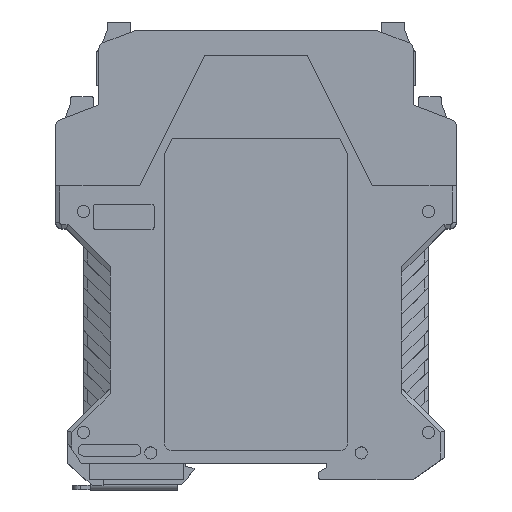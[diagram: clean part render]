
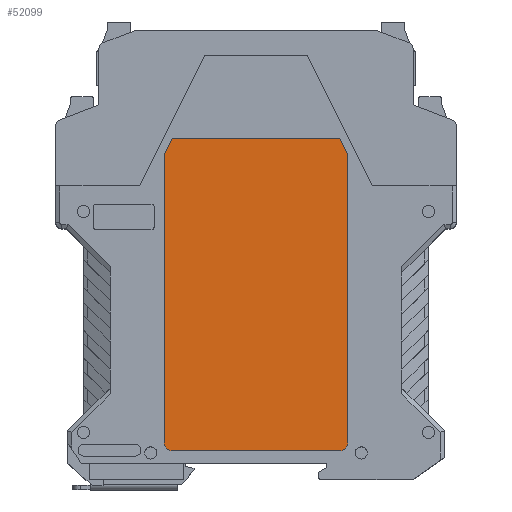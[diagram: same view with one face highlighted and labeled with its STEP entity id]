
A CAD part, top view. The second image highlights one B-rep face of the part: STEP entity #52099.
In plain terms, the highlighted planar face has unit normal (0, 0, 1).
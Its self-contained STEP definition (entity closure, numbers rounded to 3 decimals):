
#58 = EDGE_CURVE ( 'NONE', #56655, #28879, #125431, .T. ) ;
#2349 = FACE_OUTER_BOUND ( 'NONE', #102945, .T. ) ;
#3394 = EDGE_CURVE ( 'NONE', #115663, #48960, #79295, .T. ) ;
#3589 = VECTOR ( 'NONE', #68766, 1000. ) ;
#5271 = CARTESIAN_POINT ( 'NONE',  ( 43.105, 24.633, 138.199 ) ) ;
#6532 = VECTOR ( 'NONE', #38496, 1000. ) ;
#10196 = EDGE_CURVE ( 'NONE', #48071, #61365, #132007, .T. ) ;
#13620 = AXIS2_PLACEMENT_3D ( 'NONE', #28942, #101131, #39325 ) ;
#16909 = CARTESIAN_POINT ( 'NONE',  ( 43.105, 101.933, 138.199 ) ) ;
#17682 = PLANE ( 'NONE',  #114419 ) ;
#18406 = CARTESIAN_POINT ( 'NONE',  ( 84.405, 24.633, 138.199 ) ) ;
#20832 = DIRECTION ( 'NONE',  ( 0., 0., 1. ) ) ;
#21225 = VECTOR ( 'NONE', #30325, 1000. ) ;
#23106 = LINE ( 'NONE', #23193, #47283 ) ;
#23193 = CARTESIAN_POINT ( 'NONE',  ( 84.405, 101.933, 138.199 ) ) ;
#24987 = AXIS2_PLACEMENT_3D ( 'NONE', #82599, #20832, #93039 ) ;
#26705 = CARTESIAN_POINT ( 'NONE',  ( 43.105, 101.933, 138.199 ) ) ;
#28078 = CARTESIAN_POINT ( 'NONE',  ( 70.221, 97.587, 138.199 ) ) ;
#28879 = VERTEX_POINT ( 'NONE', #105246 ) ;
#28942 = CARTESIAN_POINT ( 'NONE',  ( 43.105, 26.633, 138.199 ) ) ;
#29194 = EDGE_CURVE ( 'NONE', #61365, #130790, #82361, .T. ) ;
#30163 = ORIENTED_EDGE ( 'NONE', *, *, #3394, .T. ) ;
#30325 = DIRECTION ( 'NONE',  ( 0., 1., 0. ) ) ;
#31196 = CARTESIAN_POINT ( 'NONE',  ( 43.105, 24.633, 138.199 ) ) ;
#31994 = ORIENTED_EDGE ( 'NONE', *, *, #29194, .T. ) ;
#34348 = LINE ( 'NONE', #16909, #3589 ) ;
#37177 = CARTESIAN_POINT ( 'NONE',  ( 86.405, 26.633, 138.199 ) ) ;
#38470 = DIRECTION ( 'NONE',  ( 1., 0., 0. ) ) ;
#38496 = DIRECTION ( 'NONE',  ( 0., -1., 0. ) ) ;
#39325 = DIRECTION ( 'NONE',  ( 1., 0., 0. ) ) ;
#41603 = DIRECTION ( 'NONE',  ( 1., 0., 0. ) ) ;
#42172 = EDGE_CURVE ( 'NONE', #48960, #91332, #23106, .T. ) ;
#47283 = VECTOR ( 'NONE', #84952, 1000. ) ;
#48071 = VERTEX_POINT ( 'NONE', #106449 ) ;
#48960 = VERTEX_POINT ( 'NONE', #78943 ) ;
#51720 = LINE ( 'NONE', #99869, #6532 ) ;
#52099 = ADVANCED_FACE ( 'NONE', ( #2349 ), #17682, .T. ) ;
#56655 = VERTEX_POINT ( 'NONE', #26705 ) ;
#61365 = VERTEX_POINT ( 'NONE', #5271 ) ;
#62463 = CIRCLE ( 'NONE', #24987, 2. ) ;
#63063 = CARTESIAN_POINT ( 'NONE',  ( 41.105, 97.933, 138.199 ) ) ;
#64368 = EDGE_CURVE ( 'NONE', #130790, #115663, #62463, .T. ) ;
#67393 = ORIENTED_EDGE ( 'NONE', *, *, #124847, .T. ) ;
#68558 = ORIENTED_EDGE ( 'NONE', *, *, #79987, .T. ) ;
#68766 = DIRECTION ( 'NONE',  ( -1., 0., 0. ) ) ;
#70628 = VECTOR ( 'NONE', #83821, 1000. ) ;
#75294 = ORIENTED_EDGE ( 'NONE', *, *, #58, .T. ) ;
#78943 = CARTESIAN_POINT ( 'NONE',  ( 86.405, 97.933, 138.199 ) ) ;
#79116 = VECTOR ( 'NONE', #41603, 1000. ) ;
#79295 = LINE ( 'NONE', #112340, #21225 ) ;
#79987 = EDGE_CURVE ( 'NONE', #91332, #56655, #34348, .T. ) ;
#82361 = LINE ( 'NONE', #31196, #79116 ) ;
#82599 = CARTESIAN_POINT ( 'NONE',  ( 84.405, 26.633, 138.199 ) ) ;
#83821 = DIRECTION ( 'NONE',  ( -0.447, -0.894, 0. ) ) ;
#84952 = DIRECTION ( 'NONE',  ( -0.447, 0.894, 0. ) ) ;
#91332 = VERTEX_POINT ( 'NONE', #109053 ) ;
#93039 = DIRECTION ( 'NONE',  ( 1., 0., 0. ) ) ;
#94963 = ORIENTED_EDGE ( 'NONE', *, *, #42172, .T. ) ;
#95153 = ORIENTED_EDGE ( 'NONE', *, *, #64368, .T. ) ;
#99869 = CARTESIAN_POINT ( 'NONE',  ( 41.105, 78.824, 138.199 ) ) ;
#100276 = DIRECTION ( 'NONE',  ( 0., 0., 1. ) ) ;
#101131 = DIRECTION ( 'NONE',  ( 0., 0., 1. ) ) ;
#102945 = EDGE_LOOP ( 'NONE', ( #68558, #75294, #67393, #107661, #31994, #95153, #30163, #94963 ) ) ;
#105246 = CARTESIAN_POINT ( 'NONE',  ( 41.105, 97.933, 138.199 ) ) ;
#106449 = CARTESIAN_POINT ( 'NONE',  ( 41.105, 26.633, 138.199 ) ) ;
#107661 = ORIENTED_EDGE ( 'NONE', *, *, #10196, .T. ) ;
#109053 = CARTESIAN_POINT ( 'NONE',  ( 84.405, 101.933, 138.199 ) ) ;
#112340 = CARTESIAN_POINT ( 'NONE',  ( 86.405, 97.933, 138.199 ) ) ;
#114419 = AXIS2_PLACEMENT_3D ( 'NONE', #28078, #100276, #38470 ) ;
#115663 = VERTEX_POINT ( 'NONE', #37177 ) ;
#124847 = EDGE_CURVE ( 'NONE', #28879, #48071, #51720, .T. ) ;
#125431 = LINE ( 'NONE', #63063, #70628 ) ;
#130790 = VERTEX_POINT ( 'NONE', #18406 ) ;
#132007 = CIRCLE ( 'NONE', #13620, 2. ) ;
